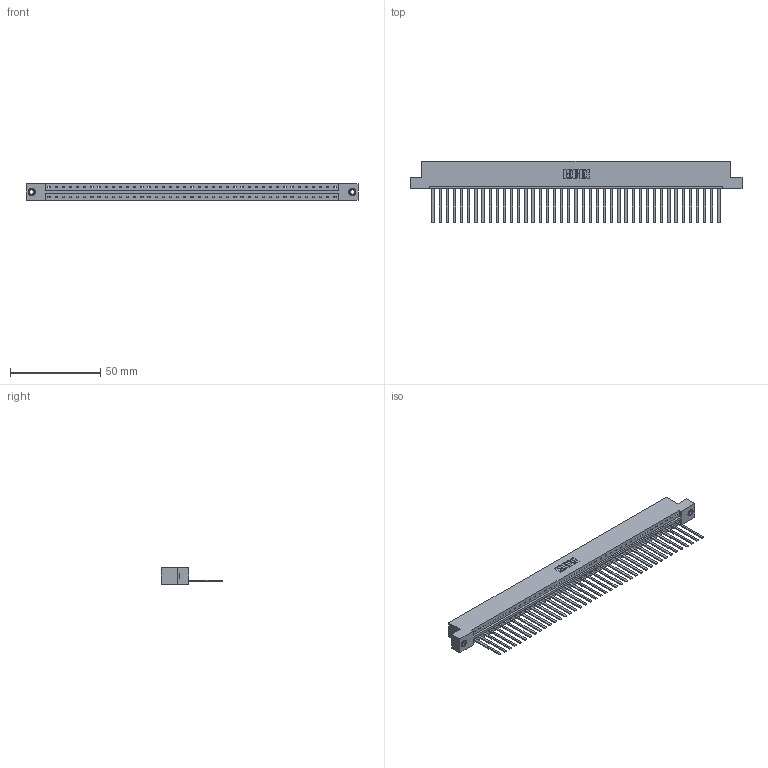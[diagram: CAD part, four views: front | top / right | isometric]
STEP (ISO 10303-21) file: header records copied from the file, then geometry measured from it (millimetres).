
FILE_DESCRIPTION (( 'STEP AP203' ), '1' );
FILE_NAME ('333-041-544-107.STEP', '2018-08-03T15:40:46', ( '' ), ( '' ), 'SwSTEP 2.0', 'SolidWorks 2016', '' );
FILE_SCHEMA (( 'CONFIG_CONTROL_DESIGN' ));
Length unit declared in the file: inch
Products named in the file (4): 333 Part_Flush - .156 Dia - TI; 345-292-001_345-293-144; 345-250-001_345-250-005-103; 333-041-544-107
Assembly tree (44 placements, depth 2):
  333-041-544-107
    333 Part_Flush - .156 Dia - TI
    345-292-001_345-293-144  x41
    345-250-001_345-250-005-103  x2
Bounding box: 184 x 34.3 x 9.4 mm (x, y, z)
Volume: 18968.1 mm3; surface area: 22098.1 mm2
Topology: 44 solids, 44 shells, 2306 faces, 6925 edges, 4554 vertices
Faces by surface type: plane 1660, cylinder 630, cone 12, torus 4
Entity records: 26196 total; most frequent: CARTESIAN_POINT 4500, ORIENTED_EDGE 4470, DIRECTION 3827, EDGE_CURVE 2235, LINE 2091, VECTOR 2091, VERTEX_POINT 1484, AXIS2_PLACEMENT_3D 868
